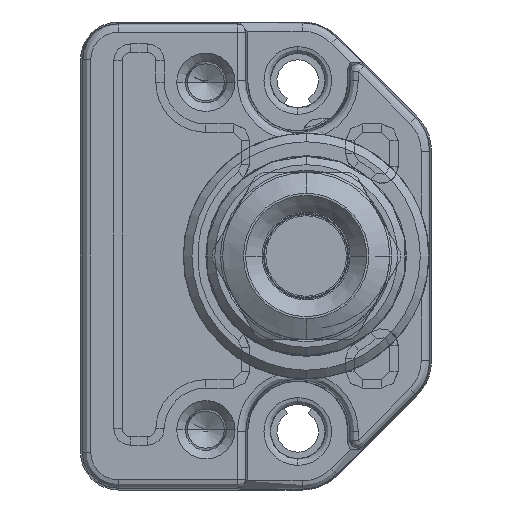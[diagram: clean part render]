
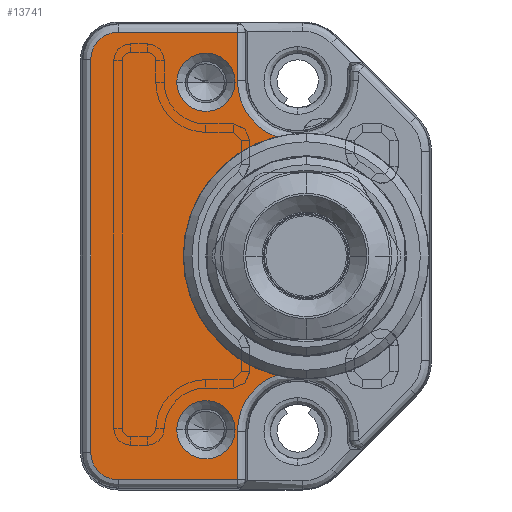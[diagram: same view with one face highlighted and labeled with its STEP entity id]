
A CAD part, left-side view. The second image highlights one B-rep face of the part: STEP entity #13741.
In plain terms, the highlighted planar face has unit normal (-1, 0, 0).
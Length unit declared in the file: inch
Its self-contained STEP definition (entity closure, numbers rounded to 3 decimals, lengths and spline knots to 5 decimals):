
#1106=DIRECTION('',(0.,0.,1.));
#1107=VECTOR('',#1106,0.11381);
#1108=CARTESIAN_POINT('',(-0.51181,0.45723,
-0.5272));
#1109=LINE('',#1108,#1107);
#1110=DIRECTION('',(0.,-1.,0.));
#1111=VECTOR('',#1110,0.28096);
#1112=CARTESIAN_POINT('',(-0.51181,0.73819,
-0.5272));
#1113=LINE('',#1112,#1111);
#1114=CARTESIAN_POINT('',(-0.51181,0.73819,
-0.4626));
#1115=DIRECTION('',(-1.,0.,0.));
#1116=DIRECTION('',(0.,1.,0.));
#1117=AXIS2_PLACEMENT_3D('',#1114,#1115,#1116);
#1119=DIRECTION('',(0.,0.,-1.));
#1120=VECTOR('',#1119,0.9252);
#1121=CARTESIAN_POINT('',(-0.51181,0.80279,
0.4626));
#1122=LINE('',#1121,#1120);
#1123=CARTESIAN_POINT('',(-0.51181,0.73819,
0.4626));
#1124=DIRECTION('',(-1.,0.,0.));
#1125=DIRECTION('',(0.,0.,1.));
#1126=AXIS2_PLACEMENT_3D('',#1123,#1124,#1125);
#1128=DIRECTION('',(0.,1.,0.));
#1129=VECTOR('',#1128,0.28096);
#1130=CARTESIAN_POINT('',(-0.51181,0.45723,
0.5272));
#1131=LINE('',#1130,#1129);
#1132=DIRECTION('',(0.,0.,1.));
#1133=VECTOR('',#1132,0.11381);
#1134=CARTESIAN_POINT('',(-0.51181,0.45723,
0.41339));
#1135=LINE('',#1134,#1133);
#1136=CARTESIAN_POINT('',(-0.51181,0.31496,
0.41339));
#1137=DIRECTION('',(1.,0.,0.));
#1138=DIRECTION('',(0.,0.359,-0.933));
#1139=AXIS2_PLACEMENT_3D('',#1136,#1137,#1138);
#1141=CARTESIAN_POINT('',(-0.51181,0.29528,0.));
#1142=DIRECTION('',(-1.,0.,0.));
#1143=DIRECTION('',(0.,0.244,0.97));
#1144=AXIS2_PLACEMENT_3D('',#1141,#1142,#1143);
#1146=CARTESIAN_POINT('',(-0.51181,0.31496,
-0.41339));
#1147=DIRECTION('',(1.,0.,0.));
#1148=DIRECTION('',(0.,1.,0.));
#1149=AXIS2_PLACEMENT_3D('',#1146,#1147,#1148);
#1151=CARTESIAN_POINT('',(-0.51181,0.5315,
-0.40915));
#1152=DIRECTION('',(1.,0.,0.));
#1153=DIRECTION('',(0.,-1.,0.));
#1154=AXIS2_PLACEMENT_3D('',#1151,#1152,#1153);
#1156=CARTESIAN_POINT('',(-0.51181,0.5315,
-0.40915));
#1157=DIRECTION('',(1.,0.,0.));
#1158=DIRECTION('',(0.,1.,0.));
#1159=AXIS2_PLACEMENT_3D('',#1156,#1157,#1158);
#1161=CARTESIAN_POINT('',(-0.51181,0.5315,
0.40915));
#1162=DIRECTION('',(1.,0.,0.));
#1163=DIRECTION('',(0.,-1.,0.));
#1164=AXIS2_PLACEMENT_3D('',#1161,#1162,#1163);
#1166=CARTESIAN_POINT('',(-0.51181,0.5315,
0.40915));
#1167=DIRECTION('',(1.,0.,0.));
#1168=DIRECTION('',(0.,1.,0.));
#1169=AXIS2_PLACEMENT_3D('',#1166,#1167,#1168);
#11049=CARTESIAN_POINT('',(-0.51181,0.80279,
-0.4626));
#11050=CARTESIAN_POINT('',(-0.51181,0.73819,
-0.5272));
#11051=VERTEX_POINT('',#11049);
#11052=VERTEX_POINT('',#11050);
#11057=CARTESIAN_POINT('',(-0.51181,0.80279,
0.4626));
#11058=VERTEX_POINT('',#11057);
#11061=CARTESIAN_POINT('',(-0.51181,0.73819,
0.5272));
#11062=VERTEX_POINT('',#11061);
#11089=CARTESIAN_POINT('',(-0.51181,0.45723,
-0.5272));
#11090=CARTESIAN_POINT('',(-0.51181,0.45723,
-0.41339));
#11091=VERTEX_POINT('',#11089);
#11092=VERTEX_POINT('',#11090);
#11114=CARTESIAN_POINT('',(-0.51181,0.366,
-0.28059));
#11115=VERTEX_POINT('',#11114);
#11130=CARTESIAN_POINT('',(-0.51181,0.45723,
0.41339));
#11131=CARTESIAN_POINT('',(-0.51181,0.45723,
0.5272));
#11132=VERTEX_POINT('',#11130);
#11133=VERTEX_POINT('',#11131);
#11154=CARTESIAN_POINT('',(-0.51181,0.366,
0.28059));
#11155=VERTEX_POINT('',#11154);
#11198=CARTESIAN_POINT('',(-0.51181,0.4626,
-0.40915));
#11199=CARTESIAN_POINT('',(-0.51181,0.60039,
-0.40915));
#11200=VERTEX_POINT('',#11198);
#11201=VERTEX_POINT('',#11199);
#11206=CARTESIAN_POINT('',(-0.51181,0.4626,
0.40915));
#11207=CARTESIAN_POINT('',(-0.51181,0.60039,
0.40915));
#11208=VERTEX_POINT('',#11206);
#11209=VERTEX_POINT('',#11207);
#13706=CARTESIAN_POINT('',(-0.51181,0.,0.));
#13707=DIRECTION('',(-1.,0.,0.));
#13708=DIRECTION('',(0.,0.,1.));
#13709=AXIS2_PLACEMENT_3D('',#13706,#13707,#13708);
#13710=PLANE('',#13709);
#13712=ORIENTED_EDGE('',*,*,#13711,.F.);
#13714=ORIENTED_EDGE('',*,*,#13713,.F.);
#13716=ORIENTED_EDGE('',*,*,#13715,.F.);
#13718=ORIENTED_EDGE('',*,*,#13717,.F.);
#13720=ORIENTED_EDGE('',*,*,#13719,.F.);
#13722=ORIENTED_EDGE('',*,*,#13721,.F.);
#13723=ORIENTED_EDGE('',*,*,#13697,.F.);
#13724=ORIENTED_EDGE('',*,*,#13655,.F.);
#13725=ORIENTED_EDGE('',*,*,#13569,.T.);
#13726=ORIENTED_EDGE('',*,*,#13554,.F.);
#13727=EDGE_LOOP('',(#13712,#13714,#13716,#13718,#13720,#13722,#13723,#13724,
#13725,#13726));
#13728=FACE_OUTER_BOUND('',#13727,.F.);
#13730=ORIENTED_EDGE('',*,*,#13729,.F.);
#13732=ORIENTED_EDGE('',*,*,#13731,.F.);
#13733=EDGE_LOOP('',(#13730,#13732));
#13734=FACE_BOUND('',#13733,.F.);
#13736=ORIENTED_EDGE('',*,*,#13735,.F.);
#13738=ORIENTED_EDGE('',*,*,#13737,.F.);
#13739=EDGE_LOOP('',(#13736,#13738));
#13740=FACE_BOUND('',#13739,.F.);
#13741=ADVANCED_FACE('',(#13728,#13734,#13740),#13710,.T.);
#1118=CIRCLE('',#1117,0.0646);
#1127=CIRCLE('',#1126,0.0646);
#1140=CIRCLE('',#1139,0.14227);
#1145=CIRCLE('',#1144,0.28937);
#1150=CIRCLE('',#1149,0.14227);
#1155=CIRCLE('',#1154,0.0689);
#1160=CIRCLE('',#1159,0.0689);
#1165=CIRCLE('',#1164,0.0689);
#1170=CIRCLE('',#1169,0.0689);
#13554=EDGE_CURVE('',#11092,#11115,#1150,.T.);
#13569=EDGE_CURVE('',#11155,#11115,#1145,.T.);
#13655=EDGE_CURVE('',#11155,#11132,#1140,.T.);
#13697=EDGE_CURVE('',#11132,#11133,#1135,.T.);
#13711=EDGE_CURVE('',#11091,#11092,#1109,.T.);
#13713=EDGE_CURVE('',#11052,#11091,#1113,.T.);
#13715=EDGE_CURVE('',#11051,#11052,#1118,.T.);
#13717=EDGE_CURVE('',#11058,#11051,#1122,.T.);
#13719=EDGE_CURVE('',#11062,#11058,#1127,.T.);
#13721=EDGE_CURVE('',#11133,#11062,#1131,.T.);
#13729=EDGE_CURVE('',#11200,#11201,#1155,.T.);
#13731=EDGE_CURVE('',#11201,#11200,#1160,.T.);
#13735=EDGE_CURVE('',#11208,#11209,#1165,.T.);
#13737=EDGE_CURVE('',#11209,#11208,#1170,.T.);
